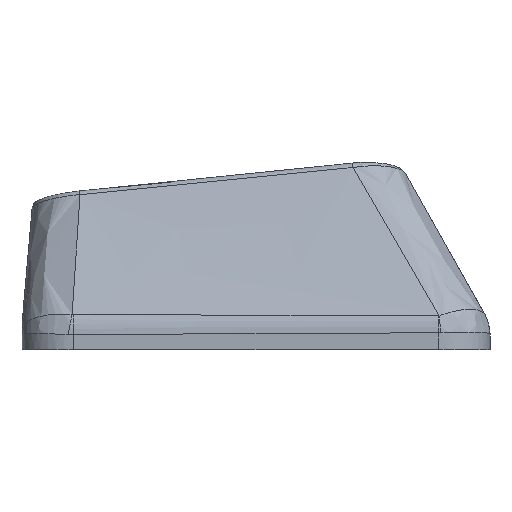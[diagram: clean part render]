
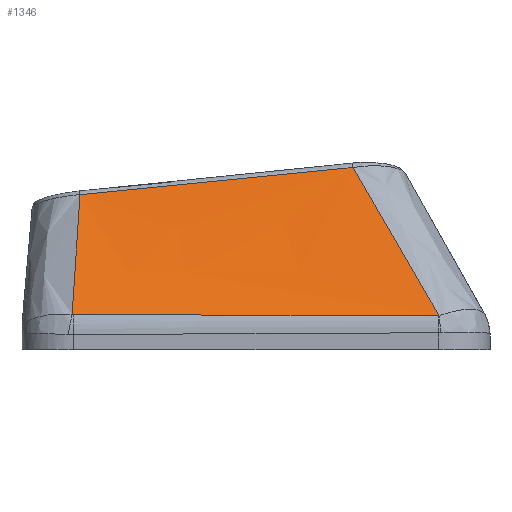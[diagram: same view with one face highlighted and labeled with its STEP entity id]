
A CAD part, left-side view. The second image highlights one B-rep face of the part: STEP entity #1346.
In plain terms, the highlighted free-form (B-spline) face has degree [3, 3] with [4, 4] control points.
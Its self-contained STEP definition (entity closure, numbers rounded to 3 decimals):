
#237=FACE_OUTER_BOUND('',#323,.T.);
#323=EDGE_LOOP('',(#957,#958,#959,#960,#961,#962));
#419=B_SPLINE_CURVE_WITH_KNOTS('',3,(#2360,#2361,#2362,#2363),
 .UNSPECIFIED.,.F.,.F.,(4,4),(0.,0.002),
 .UNSPECIFIED.);
#421=B_SPLINE_CURVE_WITH_KNOTS('',3,(#2387,#2388,#2389,#2390),
 .UNSPECIFIED.,.F.,.F.,(4,4),(0.,1.416),.UNSPECIFIED.);
#423=B_SPLINE_CURVE_WITH_KNOTS('',3,(#2414,#2415,#2416,#2417),
 .UNSPECIFIED.,.F.,.F.,(4,4),(0.,0.005),
 .UNSPECIFIED.);
#438=B_SPLINE_CURVE_WITH_KNOTS('',3,(#2693,#2694,#2695,#2696),
 .UNSPECIFIED.,.F.,.F.,(4,4),(0.029,0.752),
 .UNSPECIFIED.);
#439=B_SPLINE_CURVE_WITH_KNOTS('',3,(#2698,#2699,#2700,#2701),
 .UNSPECIFIED.,.F.,.F.,(4,4),(-1.064,0.),
 .UNSPECIFIED.);
#440=B_SPLINE_CURVE_WITH_KNOTS('',3,(#2702,#2703,#2704,#2705),
 .UNSPECIFIED.,.F.,.F.,(4,4),(-0.566,-0.021),
 .UNSPECIFIED.);
#538=VERTEX_POINT('',#2322);
#540=VERTEX_POINT('',#2353);
#542=VERTEX_POINT('',#2380);
#544=VERTEX_POINT('',#2407);
#560=VERTEX_POINT('',#2692);
#561=VERTEX_POINT('',#2697);
#685=EDGE_CURVE('',#538,#540,#419,.T.);
#688=EDGE_CURVE('',#540,#542,#421,.T.);
#691=EDGE_CURVE('',#542,#544,#423,.T.);
#715=EDGE_CURVE('',#560,#538,#438,.T.);
#716=EDGE_CURVE('',#561,#560,#439,.T.);
#717=EDGE_CURVE('',#544,#561,#440,.T.);
#957=ORIENTED_EDGE('',*,*,#691,.F.);
#958=ORIENTED_EDGE('',*,*,#688,.F.);
#959=ORIENTED_EDGE('',*,*,#685,.F.);
#960=ORIENTED_EDGE('',*,*,#715,.F.);
#961=ORIENTED_EDGE('',*,*,#716,.F.);
#962=ORIENTED_EDGE('',*,*,#717,.F.);
#1295=B_SPLINE_SURFACE_WITH_KNOTS('',3,3,((#2676,#2677,#2678,#2679),(#2680,
#2681,#2682,#2683),(#2684,#2685,#2686,#2687),(#2688,#2689,#2690,#2691)),
 .UNSPECIFIED.,.F.,.F.,.F.,(4,4),(4,4),(0.1,0.893),
(0.035,0.951),.UNSPECIFIED.);
#1346=ADVANCED_FACE('',(#237),#1295,.T.);
#2322=CARTESIAN_POINT('',(-8.927,-7.101,0.313));
#2353=CARTESIAN_POINT('',(-8.928,-7.078,0.312));
#2360=CARTESIAN_POINT('Ctrl Pts',(-8.927,-7.101,0.313));
#2361=CARTESIAN_POINT('Ctrl Pts',(-8.927,-7.093,0.312));
#2362=CARTESIAN_POINT('Ctrl Pts',(-8.928,-7.086,0.312));
#2363=CARTESIAN_POINT('Ctrl Pts',(-8.928,-7.078,0.312));
#2380=CARTESIAN_POINT('',(-8.865,7.085,0.357));
#2387=CARTESIAN_POINT('Ctrl Pts',(-8.928,-7.078,0.312));
#2388=CARTESIAN_POINT('Ctrl Pts',(-8.911,-2.357,0.325));
#2389=CARTESIAN_POINT('Ctrl Pts',(-8.892,2.364,0.34));
#2390=CARTESIAN_POINT('Ctrl Pts',(-8.865,7.085,0.357));
#2407=CARTESIAN_POINT('',(-8.862,7.138,0.362));
#2414=CARTESIAN_POINT('Ctrl Pts',(-8.865,7.085,0.357));
#2415=CARTESIAN_POINT('Ctrl Pts',(-8.865,7.103,0.357));
#2416=CARTESIAN_POINT('Ctrl Pts',(-8.864,7.12,0.359));
#2417=CARTESIAN_POINT('Ctrl Pts',(-8.862,7.138,0.362));
#2676=CARTESIAN_POINT('Ctrl Pts',(-6.078,-4.132,6.119));
#2677=CARTESIAN_POINT('Ctrl Pts',(-7.028,-5.122,4.183));
#2678=CARTESIAN_POINT('Ctrl Pts',(-7.978,-6.112,2.248));
#2679=CARTESIAN_POINT('Ctrl Pts',(-8.928,-7.102,0.312));
#2680=CARTESIAN_POINT('Ctrl Pts',(-6.078,-0.376,
5.74));
#2681=CARTESIAN_POINT('Ctrl Pts',(-7.028,-1.036,3.924));
#2682=CARTESIAN_POINT('Ctrl Pts',(-7.978,-1.695,2.108));
#2683=CARTESIAN_POINT('Ctrl Pts',(-8.928,-2.355,0.292));
#2684=CARTESIAN_POINT('Ctrl Pts',(-6.078,3.381,5.361));
#2685=CARTESIAN_POINT('Ctrl Pts',(-7.028,3.051,3.665));
#2686=CARTESIAN_POINT('Ctrl Pts',(-7.978,2.721,1.969));
#2687=CARTESIAN_POINT('Ctrl Pts',(-8.928,2.391,0.273));
#2688=CARTESIAN_POINT('Ctrl Pts',(-6.078,7.137,4.982));
#2689=CARTESIAN_POINT('Ctrl Pts',(-7.028,7.137,3.406));
#2690=CARTESIAN_POINT('Ctrl Pts',(-7.978,7.137,1.83));
#2691=CARTESIAN_POINT('Ctrl Pts',(-8.928,7.138,0.254));
#2692=CARTESIAN_POINT('',(-6.085,-3.765,6.067));
#2693=CARTESIAN_POINT('Ctrl Pts',(-6.085,-3.765,6.067));
#2694=CARTESIAN_POINT('Ctrl Pts',(-7.038,-4.882,4.153));
#2695=CARTESIAN_POINT('Ctrl Pts',(-7.984,-5.993,2.234));
#2696=CARTESIAN_POINT('Ctrl Pts',(-8.927,-7.101,0.313));
#2697=CARTESIAN_POINT('',(-6.078,6.827,5.013));
#2698=CARTESIAN_POINT('Ctrl Pts',(-6.078,6.827,5.013));
#2699=CARTESIAN_POINT('Ctrl Pts',(-6.081,3.297,5.364));
#2700=CARTESIAN_POINT('Ctrl Pts',(-6.083,-0.234,
5.716));
#2701=CARTESIAN_POINT('Ctrl Pts',(-6.085,-3.765,6.067));
#2702=CARTESIAN_POINT('Ctrl Pts',(-8.862,7.138,0.362));
#2703=CARTESIAN_POINT('Ctrl Pts',(-7.929,7.028,1.91));
#2704=CARTESIAN_POINT('Ctrl Pts',(-7.,6.923,3.46));
#2705=CARTESIAN_POINT('Ctrl Pts',(-6.078,6.827,5.013));
